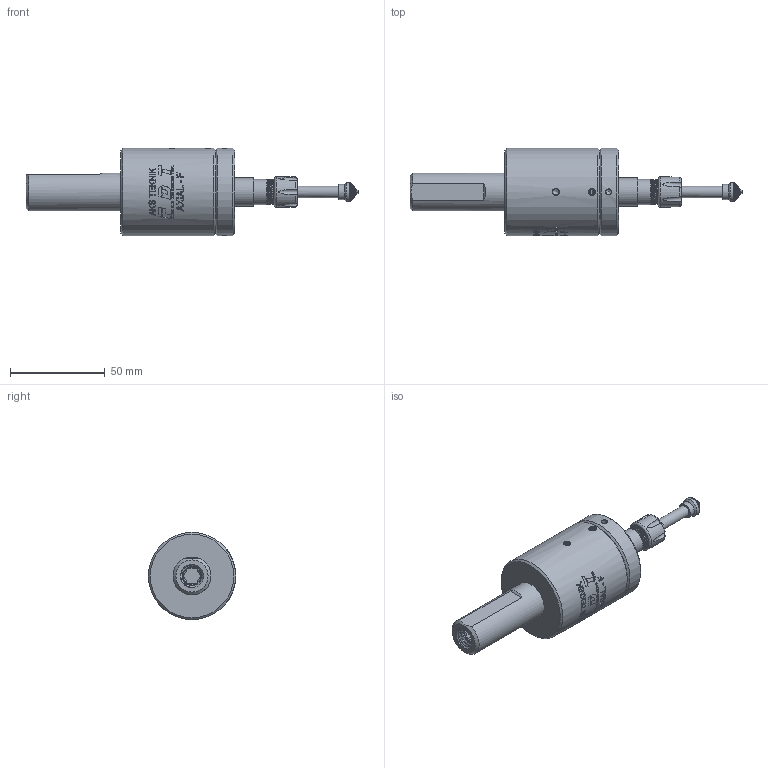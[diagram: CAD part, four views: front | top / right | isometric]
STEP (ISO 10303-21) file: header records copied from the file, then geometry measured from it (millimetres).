
FILE_DESCRIPTION(/* description */ (''),/* implementation_level */ '2;1');
FILE_NAME(/* name */ 'fdt-axial-f.step',/* time_stamp */ '2026-03-15T16:32:58+03:00',/* author */ (''),/* organization */ (''),/* preprocessor_version */ 'ST-DEVELOPER v20.1',/* originating_system */ 'Autodesk Translation Framework v14.24.0.0',/* authorisation */ '');
FILE_SCHEMA (('AUTOMOTIVE_DESIGN { 1 0 10303 214 3 1 1 }'));
Products named in the file (1): AXIAL F Assembly (201102000)_08/2021
Bounding box: 175.13 x 46 x 46 mm (x, y, z)
Volume: 118639.4 mm3; surface area: 26050.2 mm2
Topology: 1 solids, 1 shells, 1080 faces, 3138 edges, 2103 vertices
Faces by surface type: plane 452, bspline 331, cylinder 204, cone 84, torus 9
Full cylindrical faces by diameter (mm): 3 x2, 3.332 x14, 4.109 x14, 6 x2, 8 x2, 9.836 x2, 10 x1, 10.274 x2, 11 x1, 11.5 x2, 12.044 x5, 12.226 x5, 12.908 x5, 13.3 x1, 14.144 x1, 15 x1, 15.1 x1, 16 x1, 20 x1, 27.75 x1, 28.15 x1, 38.132 x4, 40.5 x1, 46 x2
Entity records: 72635 total; most frequent: CARTESIAN_POINT 46385, ORIENTED_EDGE 6292, DIRECTION 4318, EDGE_CURVE 3146, VERTEX_POINT 2103, AXIS2_PLACEMENT_3D 1507, LINE 1304, VECTOR 1304
